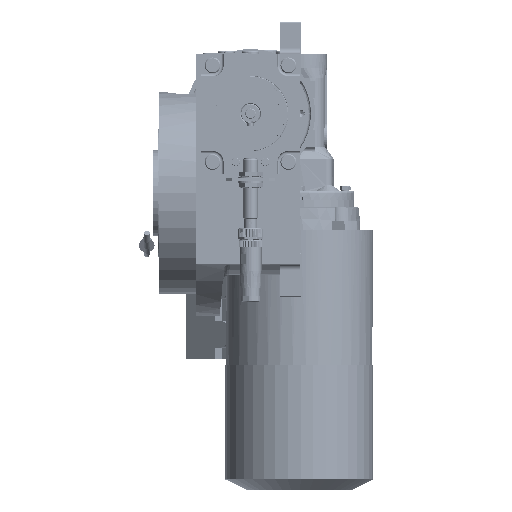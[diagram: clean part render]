
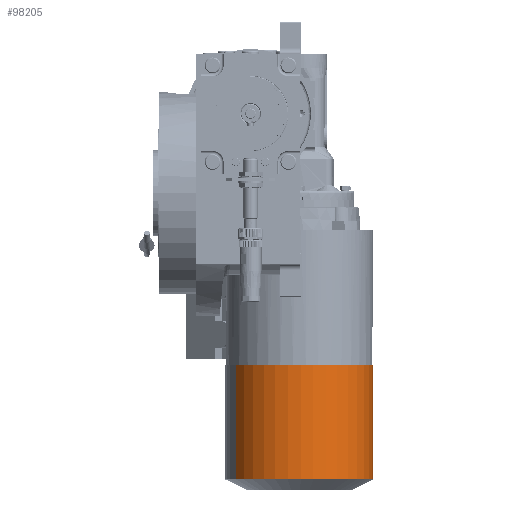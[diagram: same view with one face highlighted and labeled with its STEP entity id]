
A CAD part, left-side view. The second image highlights one B-rep face of the part: STEP entity #98205.
In plain terms, the highlighted cylindrical face has radius 60.5 mm (diameter 121 mm), a partial arc.
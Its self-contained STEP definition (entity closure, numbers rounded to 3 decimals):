
#153 = CIRCLE ( 'NONE', #96158, 60.5 ) ;
#216 = LINE ( 'NONE', #131674, #125600 ) ;
#7975 = FACE_OUTER_BOUND ( 'NONE', #43143, .T. ) ;
#13459 = CARTESIAN_POINT ( 'NONE',  ( -64.811, 8.35, 58.703 ) ) ;
#18390 = VECTOR ( 'NONE', #37506, 1000. ) ;
#20842 = CYLINDRICAL_SURFACE ( 'NONE', #105802, 60.5 ) ;
#23041 = DIRECTION ( 'NONE',  ( 0., -0.242, -0.97 ) ) ;
#24257 = VERTEX_POINT ( 'NONE', #104593 ) ;
#27665 = DIRECTION ( 'NONE',  ( 1., 0., 0. ) ) ;
#32049 = CARTESIAN_POINT ( 'NONE',  ( -26.951, -6.286, 0. ) ) ;
#37506 = DIRECTION ( 'NONE',  ( -1., 0., 0. ) ) ;
#43143 = EDGE_LOOP ( 'NONE', ( #94038, #154079, #166373, #160090 ) ) ;
#45632 = AXIS2_PLACEMENT_3D ( 'NONE', #131092, #101224, #23041 ) ;
#50545 = VERTEX_POINT ( 'NONE', #64826 ) ;
#58277 = DIRECTION ( 'NONE',  ( 0., 0.242, 0.97 ) ) ;
#62543 = EDGE_CURVE ( 'NONE', #24257, #149318, #163653, .T. ) ;
#64027 = CARTESIAN_POINT ( 'NONE',  ( -158.212, 8.35, 58.703 ) ) ;
#64148 = LINE ( 'NONE', #13459, #18390 ) ;
#64826 = CARTESIAN_POINT ( 'NONE',  ( -64.811, 8.35, 58.703 ) ) ;
#71139 = DIRECTION ( 'NONE',  ( 1., 0., 0. ) ) ;
#84461 = DIRECTION ( 'NONE',  ( -1., 0., 0. ) ) ;
#94038 = ORIENTED_EDGE ( 'NONE', *, *, #126242, .F. ) ;
#96158 = AXIS2_PLACEMENT_3D ( 'NONE', #136482, #71139, #58277 ) ;
#98205 = ADVANCED_FACE ( 'NONE', ( #7975 ), #20842, .T. ) ;
#101224 = DIRECTION ( 'NONE',  ( -1., 0., 0. ) ) ;
#104593 = CARTESIAN_POINT ( 'NONE',  ( -158.212, -20.922, -58.703 ) ) ;
#105802 = AXIS2_PLACEMENT_3D ( 'NONE', #32049, #84461, #126556 ) ;
#111960 = CARTESIAN_POINT ( 'NONE',  ( -64.811, -20.922, -58.703 ) ) ;
#117651 = EDGE_CURVE ( 'NONE', #50545, #149318, #64148, .T. ) ;
#125600 = VECTOR ( 'NONE', #27665, 1000. ) ;
#126242 = EDGE_CURVE ( 'NONE', #50545, #164629, #153, .T. ) ;
#126556 = DIRECTION ( 'NONE',  ( 0., 0.242, 0.97 ) ) ;
#131092 = CARTESIAN_POINT ( 'NONE',  ( -158.212, -6.286, 0. ) ) ;
#131674 = CARTESIAN_POINT ( 'NONE',  ( -158.212, -20.922, -58.703 ) ) ;
#136482 = CARTESIAN_POINT ( 'NONE',  ( -64.811, -6.286, 0. ) ) ;
#149318 = VERTEX_POINT ( 'NONE', #64027 ) ;
#154079 = ORIENTED_EDGE ( 'NONE', *, *, #117651, .T. ) ;
#160090 = ORIENTED_EDGE ( 'NONE', *, *, #168231, .T. ) ;
#163653 = CIRCLE ( 'NONE', #45632, 60.5 ) ;
#164629 = VERTEX_POINT ( 'NONE', #111960 ) ;
#166373 = ORIENTED_EDGE ( 'NONE', *, *, #62543, .F. ) ;
#168231 = EDGE_CURVE ( 'NONE', #24257, #164629, #216, .T. ) ;
